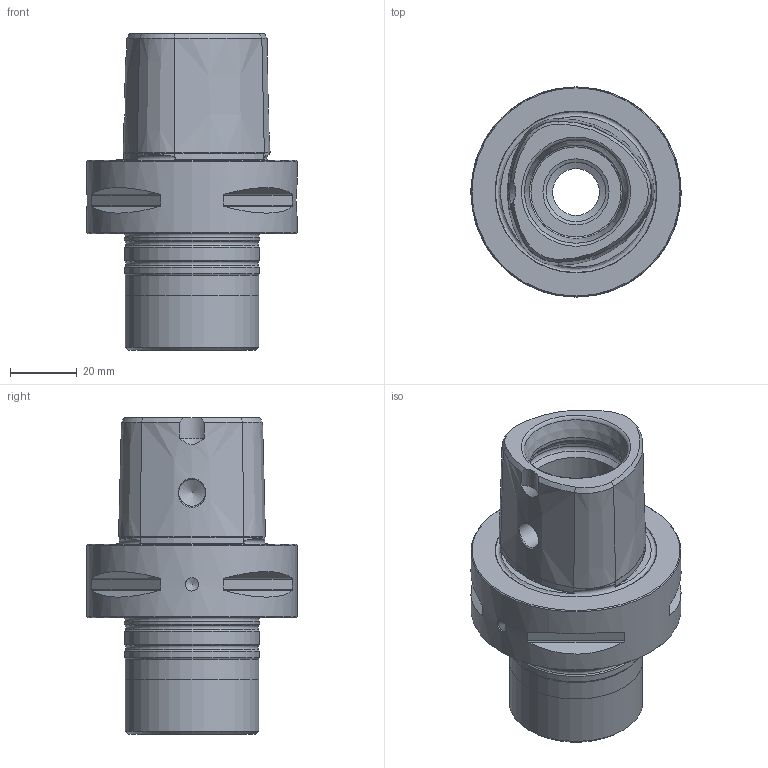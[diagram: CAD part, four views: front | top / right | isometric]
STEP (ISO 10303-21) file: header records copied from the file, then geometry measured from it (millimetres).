
FILE_DESCRIPTION(/* description */ (''),/* implementation_level */ '2;1');
FILE_NAME(/* name */ '480613230.stp',/* time_stamp */ '2021-01-08T12:38:36',/* author */ ('LRA'),/* organization */ ('REGO-FIX'),/* preprocessor_version */ ' Unknown',/* originating_system */ 'SIEMENS PLM Software Solid Edge ST10',/* authorization */ 'Unknown');
FILE_SCHEMA (('AUTOMOTIVE_DESIGN { 1 0 10303 214 2 1 1}'));
Length unit declared in the file: millimetre
Products named in the file (1): NOCUT
Bounding box: 63 x 63 x 95 mm (x, y, z)
Volume: 118722.4 mm3; surface area: 26815.1 mm2
Topology: 1 solids, 1 shells, 123 faces, 299 edges, 183 vertices
Faces by surface type: cone 66, cylinder 26, plane 21, torus 10
Full cylindrical faces by diameter (mm): 4 x1, 8.1 x2, 14 x1, 17.835 x2, 23.5 x1, 28 x2, 32 x1, 40 x2, 40.5 x4, 63 x1
Entity records: 4172 total; most frequent: CARTESIAN_POINT 781, DIRECTION 524, ORIENTED_EDGE 452, AXIS2_PLACEMENT_3D 232, EDGE_CURVE 226, FACE_BOUND 185, EDGE_LOOP 182, VERTEX_POINT 163
